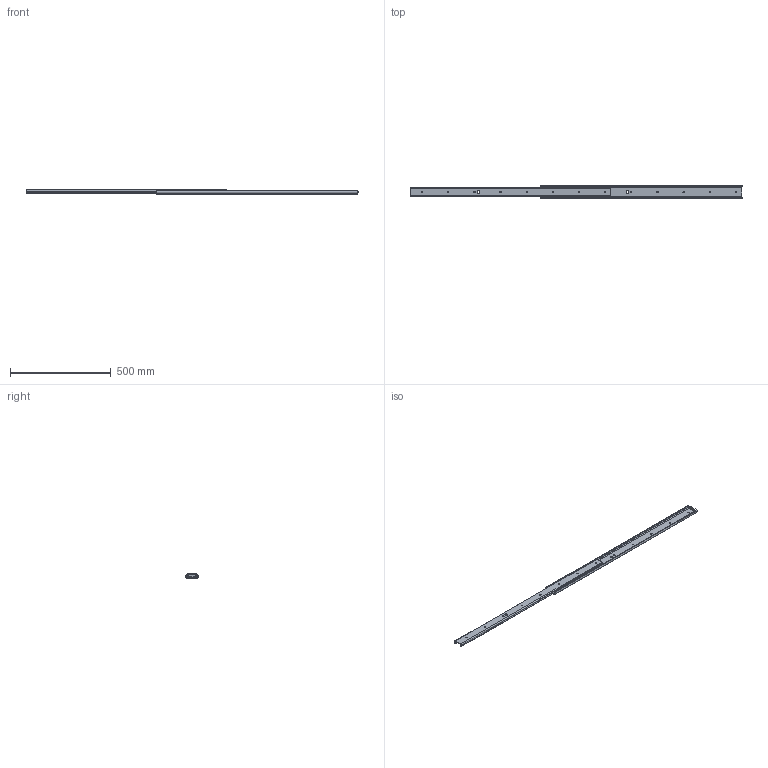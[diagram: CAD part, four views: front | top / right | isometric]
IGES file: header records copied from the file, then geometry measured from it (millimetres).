
Start section: SolidWorks IGES file using analytic representation for surfaces
Global section: file name: KC-353-JS.IGS,15; native system: HSolidWorks 2012; preprocessor: SolidWorks 2012; author: 1337yo; date: 131125.095306; units: millimetre
Bounding box: 1650 x 64.96 x 21.6 mm (x, y, z)
Surface area: 327138.5 mm2 (no closed solid volume)
Topology: 0 solids, 0 shells, 82 faces, 1772 edges, 1772 vertices
Faces by surface type: revolution 52, bspline 30
